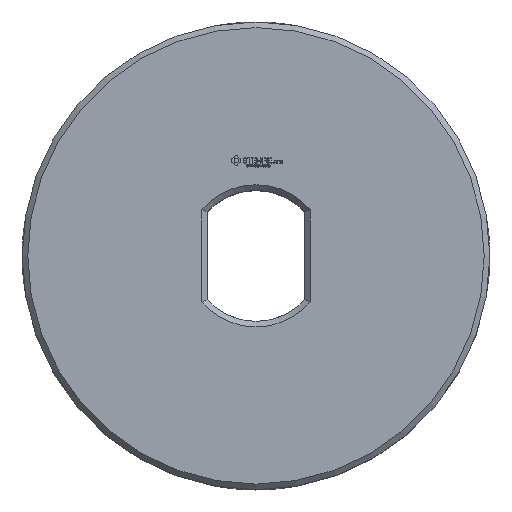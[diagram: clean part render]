
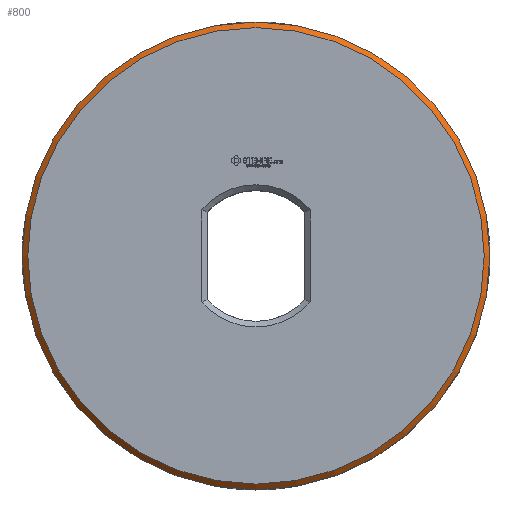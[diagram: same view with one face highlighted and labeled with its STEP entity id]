
A CAD part, top view. The second image highlights one B-rep face of the part: STEP entity #800.
In plain terms, the highlighted conical face has half-angle 45 degrees and reference radius 12.5 mm.
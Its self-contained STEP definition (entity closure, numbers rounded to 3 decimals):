
#155 = VERTEX_POINT('',#156);
#156 = CARTESIAN_POINT('',(12.5,0.,9.075));
#162 = EDGE_CURVE('',#155,#155,#163,.T.);
#163 = CIRCLE('',#164,12.5);
#164 = AXIS2_PLACEMENT_3D('',#165,#166,#167);
#165 = CARTESIAN_POINT('',(0.,0.,9.075));
#166 = DIRECTION('',(0.,0.,1.));
#167 = DIRECTION('',(1.,0.,0.));
#800 = ADVANCED_FACE('',(#801),#820,.T.);
#801 = FACE_BOUND('',#802,.T.);
#802 = EDGE_LOOP('',(#803,#811,#812,#813));
#803 = ORIENTED_EDGE('',*,*,#804,.F.);
#804 = EDGE_CURVE('',#155,#805,#807,.T.);
#805 = VERTEX_POINT('',#806);
#806 = CARTESIAN_POINT('',(12.2,0.,9.375));
#807 = LINE('',#808,#809);
#808 = CARTESIAN_POINT('',(12.5,0.,9.075));
#809 = VECTOR('',#810,1.);
#810 = DIRECTION('',(-0.707,0.,0.707));
#811 = ORIENTED_EDGE('',*,*,#162,.T.);
#812 = ORIENTED_EDGE('',*,*,#804,.T.);
#813 = ORIENTED_EDGE('',*,*,#814,.F.);
#814 = EDGE_CURVE('',#805,#805,#815,.T.);
#815 = CIRCLE('',#816,12.2);
#816 = AXIS2_PLACEMENT_3D('',#817,#818,#819);
#817 = CARTESIAN_POINT('',(0.,0.,9.375));
#818 = DIRECTION('',(0.,0.,1.));
#819 = DIRECTION('',(1.,0.,0.));
#820 = CONICAL_SURFACE('',#821,12.5,0.785);
#821 = AXIS2_PLACEMENT_3D('',#822,#823,#824);
#822 = CARTESIAN_POINT('',(0.,0.,9.075));
#823 = DIRECTION('',(-0.,-0.,-1.));
#824 = DIRECTION('',(1.,0.,0.));
